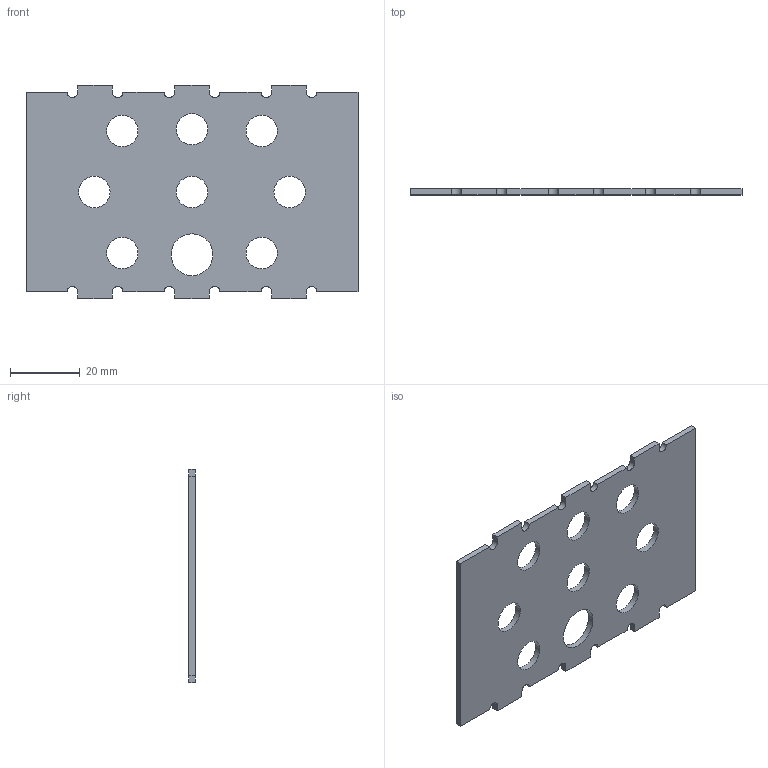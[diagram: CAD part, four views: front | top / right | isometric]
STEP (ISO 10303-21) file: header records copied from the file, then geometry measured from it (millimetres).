
FILE_DESCRIPTION(/* description */ (''),/* implementation_level */ '2;1');
FILE_NAME(/* name */ 'Anti Vibration Back Plate.stp',/* time_stamp */ '2014-06-09T21:06:19-04:00',/* author */ (''),/* organization */ (''),/* preprocessor_version */ 'ST-DEVELOPER v11',/* originating_system */ 'SIEMENS PLM Software NX 7.5',/* authorisation */ '');
FILE_SCHEMA (('CONFIG_CONTROL_DESIGN'));
Length unit declared in the file: millimetre
Products named in the file (1): Gear5348xgzn
Bounding box: 95.25 x 1.78 x 61.15 mm (x, y, z)
Volume: 8710.2 mm3; surface area: 10888.2 mm2
Topology: 1 solids, 1 shells, 51 faces, 147 edges, 98 vertices
Faces by surface type: plane 30, cylinder 21
Full cylindrical faces by diameter (mm): 9 x8, 12 x1
Entity records: 1760 total; most frequent: CARTESIAN_POINT 288, DIRECTION 284, ORIENTED_EDGE 276, EDGE_CURVE 138, VERTEX_POINT 98, LINE 96, VECTOR 96, AXIS2_PLACEMENT_3D 94
